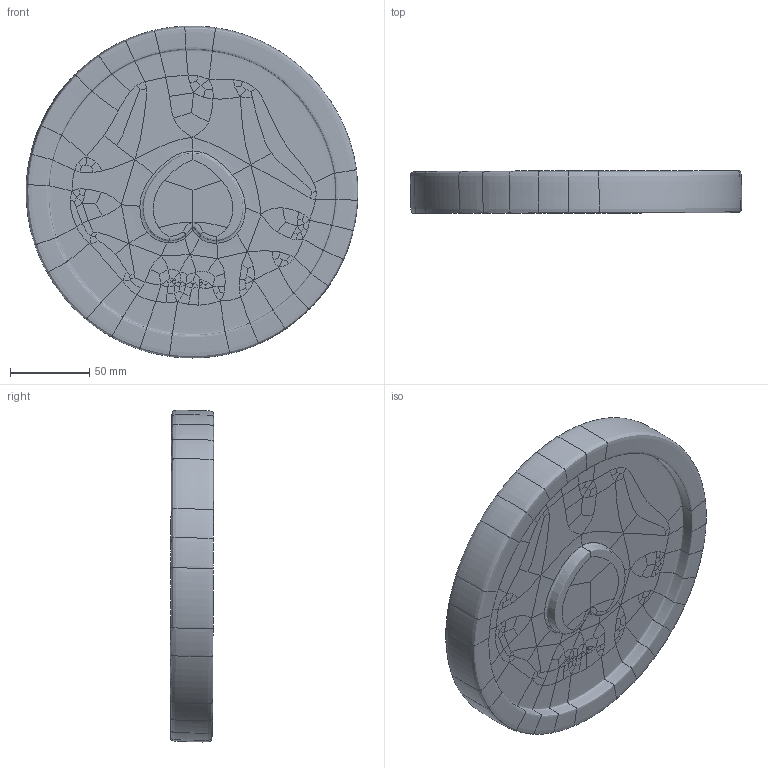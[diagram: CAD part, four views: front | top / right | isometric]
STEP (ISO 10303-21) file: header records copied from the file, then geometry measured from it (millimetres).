
FILE_DESCRIPTION(/* description */ (''),/* implementation_level */ '2;1');
FILE_NAME(/* name */ 'test.step',/* time_stamp */ '2020-12-03T22:01:39+01:00',/* author */ (''),/* organization */ (''),/* preprocessor_version */ 'ST-DEVELOPER v18.1',/* originating_system */ 'Autodesk Translation Framework v9.3.0.1241',/* authorisation */ '');
FILE_SCHEMA (('AUTOMOTIVE_DESIGN { 1 0 10303 214 3 1 1 }'));
Products named in the file (1): (Non enregistré)
Bounding box: 209.39 x 27.37 x 209.51 mm (x, y, z)
Volume: 505447 mm3; surface area: 95846.4 mm2
Topology: 1 solids, 1 shells, 251 faces, 565 edges, 316 vertices
Faces by surface type: bspline 251
Entity records: 100139 total; most frequent: CARTESIAN_POINT 96519, ORIENTED_EDGE 1130, B_SPLINE_CURVE_WITH_KNOTS 565, EDGE_CURVE 565, VERTEX_POINT 316, FACE_OUTER_BOUND 251, EDGE_LOOP 251, B_SPLINE_SURFACE_WITH_KNOTS 251
